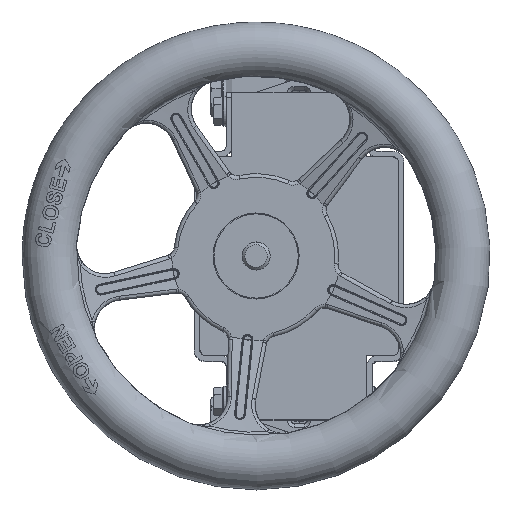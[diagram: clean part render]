
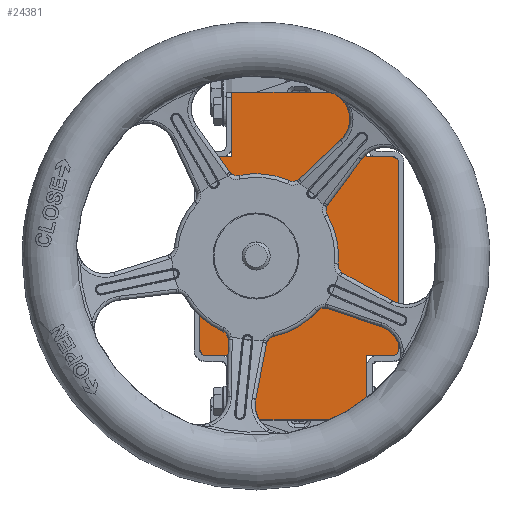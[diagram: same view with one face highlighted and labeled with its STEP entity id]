
A CAD part, top view. The second image highlights one B-rep face of the part: STEP entity #24381.
In plain terms, the highlighted planar face has unit normal (0, 0, 1).
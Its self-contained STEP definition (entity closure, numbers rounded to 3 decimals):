
#1986=FACE_BOUND('',#4838,.T.);
#2394=PLANE('',#26388);
#3308=FACE_OUTER_BOUND('',#4837,.T.);
#4837=EDGE_LOOP('',(#19500,#19501,#19502,#19503,#19504,#19505,#19506,#19507,
#19508,#19509,#19510,#19511,#19512,#19513,#19514,#19515));
#4838=EDGE_LOOP('',(#19516));
#6652=LINE('',#40407,#8246);
#6655=LINE('',#40412,#8249);
#6657=LINE('',#40416,#8251);
#6659=LINE('',#40420,#8253);
#6661=LINE('',#40424,#8255);
#6663=LINE('',#40428,#8257);
#6665=LINE('',#40432,#8259);
#6667=LINE('',#40436,#8261);
#6669=LINE('',#40440,#8263);
#6671=LINE('',#40444,#8265);
#6673=LINE('',#40448,#8267);
#6675=LINE('',#40452,#8269);
#6677=LINE('',#40456,#8271);
#6679=LINE('',#40460,#8273);
#6681=LINE('',#40464,#8275);
#6683=LINE('',#40467,#8277);
#8246=VECTOR('',#30638,2.828);
#8249=VECTOR('',#30643,102.);
#8251=VECTOR('',#30647,2.828);
#8253=VECTOR('',#30651,15.);
#8255=VECTOR('',#30655,34.5);
#8257=VECTOR('',#30659,72.);
#8259=VECTOR('',#30663,34.5);
#8261=VECTOR('',#30667,15.);
#8263=VECTOR('',#30671,2.828);
#8265=VECTOR('',#30675,102.);
#8267=VECTOR('',#30679,2.828);
#8269=VECTOR('',#30683,15.);
#8271=VECTOR('',#30687,34.5);
#8273=VECTOR('',#30691,72.);
#8275=VECTOR('',#30695,34.5);
#8277=VECTOR('',#30699,15.);
#9258=CIRCLE('',#26364,8.);
#10995=VERTEX_POINT('',#40356);
#11016=VERTEX_POINT('',#40405);
#11017=VERTEX_POINT('',#40406);
#11018=VERTEX_POINT('',#40411);
#11019=VERTEX_POINT('',#40415);
#11020=VERTEX_POINT('',#40419);
#11021=VERTEX_POINT('',#40423);
#11022=VERTEX_POINT('',#40427);
#11023=VERTEX_POINT('',#40431);
#11024=VERTEX_POINT('',#40435);
#11025=VERTEX_POINT('',#40439);
#11026=VERTEX_POINT('',#40443);
#11027=VERTEX_POINT('',#40447);
#11028=VERTEX_POINT('',#40451);
#11029=VERTEX_POINT('',#40455);
#11030=VERTEX_POINT('',#40459);
#11031=VERTEX_POINT('',#40463);
#13979=EDGE_CURVE('',#10995,#10995,#9258,.T.);
#14003=EDGE_CURVE('',#11016,#11017,#6652,.T.);
#14006=EDGE_CURVE('',#11017,#11018,#6655,.T.);
#14008=EDGE_CURVE('',#11018,#11019,#6657,.T.);
#14010=EDGE_CURVE('',#11019,#11020,#6659,.T.);
#14012=EDGE_CURVE('',#11020,#11021,#6661,.T.);
#14014=EDGE_CURVE('',#11021,#11022,#6663,.T.);
#14016=EDGE_CURVE('',#11022,#11023,#6665,.T.);
#14018=EDGE_CURVE('',#11023,#11024,#6667,.T.);
#14020=EDGE_CURVE('',#11024,#11025,#6669,.T.);
#14022=EDGE_CURVE('',#11025,#11026,#6671,.T.);
#14024=EDGE_CURVE('',#11026,#11027,#6673,.T.);
#14026=EDGE_CURVE('',#11027,#11028,#6675,.T.);
#14028=EDGE_CURVE('',#11028,#11029,#6677,.T.);
#14030=EDGE_CURVE('',#11029,#11030,#6679,.T.);
#14032=EDGE_CURVE('',#11030,#11031,#6681,.T.);
#14034=EDGE_CURVE('',#11031,#11016,#6683,.T.);
#19500=ORIENTED_EDGE('',*,*,#14003,.F.);
#19501=ORIENTED_EDGE('',*,*,#14034,.F.);
#19502=ORIENTED_EDGE('',*,*,#14032,.F.);
#19503=ORIENTED_EDGE('',*,*,#14030,.F.);
#19504=ORIENTED_EDGE('',*,*,#14028,.F.);
#19505=ORIENTED_EDGE('',*,*,#14026,.F.);
#19506=ORIENTED_EDGE('',*,*,#14024,.F.);
#19507=ORIENTED_EDGE('',*,*,#14022,.F.);
#19508=ORIENTED_EDGE('',*,*,#14020,.F.);
#19509=ORIENTED_EDGE('',*,*,#14018,.F.);
#19510=ORIENTED_EDGE('',*,*,#14016,.F.);
#19511=ORIENTED_EDGE('',*,*,#14014,.F.);
#19512=ORIENTED_EDGE('',*,*,#14012,.F.);
#19513=ORIENTED_EDGE('',*,*,#14010,.F.);
#19514=ORIENTED_EDGE('',*,*,#14008,.F.);
#19515=ORIENTED_EDGE('',*,*,#14006,.F.);
#19516=ORIENTED_EDGE('',*,*,#13979,.T.);
#24381=ADVANCED_FACE('',(#3308,#1986),#2394,.T.);
#26364=AXIS2_PLACEMENT_3D('',#40357,#30601,#30602);
#26388=AXIS2_PLACEMENT_3D('',#40468,#30700,#30701);
#30601=DIRECTION('center_axis',(0.,0.,-1.));
#30602=DIRECTION('ref_axis',(-1.,0.,0.));
#30638=DIRECTION('',(-0.707,-0.707,0.));
#30643=DIRECTION('',(-1.,0.,0.));
#30647=DIRECTION('',(-0.707,0.707,0.));
#30651=DIRECTION('',(0.,1.,0.));
#30655=DIRECTION('',(-1.,0.,0.));
#30659=DIRECTION('',(0.,1.,0.));
#30663=DIRECTION('',(1.,0.,0.));
#30667=DIRECTION('',(0.,1.,0.));
#30671=DIRECTION('',(0.707,0.707,0.));
#30675=DIRECTION('',(1.,0.,0.));
#30679=DIRECTION('',(0.707,-0.707,0.));
#30683=DIRECTION('',(0.,-1.,0.));
#30687=DIRECTION('',(1.,0.,0.));
#30691=DIRECTION('',(0.,-1.,0.));
#30695=DIRECTION('',(-1.,0.,0.));
#30699=DIRECTION('',(0.,-1.,0.));
#30700=DIRECTION('center_axis',(0.,0.,1.));
#30701=DIRECTION('ref_axis',(1.,0.,0.));
#40356=CARTESIAN_POINT('',(8.,23.,10.));
#40357=CARTESIAN_POINT('Origin',(0.,23.,10.));
#40405=CARTESIAN_POINT('',(53.,-51.,10.));
#40406=CARTESIAN_POINT('',(51.,-53.,10.));
#40407=CARTESIAN_POINT('',(53.,-51.,10.));
#40411=CARTESIAN_POINT('',(-51.,-53.,10.));
#40412=CARTESIAN_POINT('',(51.,-53.,10.));
#40415=CARTESIAN_POINT('',(-53.,-51.,10.));
#40416=CARTESIAN_POINT('',(-51.,-53.,10.));
#40419=CARTESIAN_POINT('',(-53.,-36.,10.));
#40420=CARTESIAN_POINT('',(-53.,-51.,10.));
#40423=CARTESIAN_POINT('',(-87.5,-36.,10.));
#40424=CARTESIAN_POINT('',(-53.,-36.,10.));
#40427=CARTESIAN_POINT('',(-87.5,36.,10.));
#40428=CARTESIAN_POINT('',(-87.5,-36.,10.));
#40431=CARTESIAN_POINT('',(-53.,36.,10.));
#40432=CARTESIAN_POINT('',(-87.5,36.,10.));
#40435=CARTESIAN_POINT('',(-53.,51.,10.));
#40436=CARTESIAN_POINT('',(-53.,36.,10.));
#40439=CARTESIAN_POINT('',(-51.,53.,10.));
#40440=CARTESIAN_POINT('',(-53.,51.,10.));
#40443=CARTESIAN_POINT('',(51.,53.,10.));
#40444=CARTESIAN_POINT('',(-51.,53.,10.));
#40447=CARTESIAN_POINT('',(53.,51.,10.));
#40448=CARTESIAN_POINT('',(51.,53.,10.));
#40451=CARTESIAN_POINT('',(53.,36.,10.));
#40452=CARTESIAN_POINT('',(53.,51.,10.));
#40455=CARTESIAN_POINT('',(87.5,36.,10.));
#40456=CARTESIAN_POINT('',(53.,36.,10.));
#40459=CARTESIAN_POINT('',(87.5,-36.,10.));
#40460=CARTESIAN_POINT('',(87.5,36.,10.));
#40463=CARTESIAN_POINT('',(53.,-36.,10.));
#40464=CARTESIAN_POINT('',(87.5,-36.,10.));
#40467=CARTESIAN_POINT('',(53.,-36.,10.));
#40468=CARTESIAN_POINT('Origin',(0.,0.,10.));
